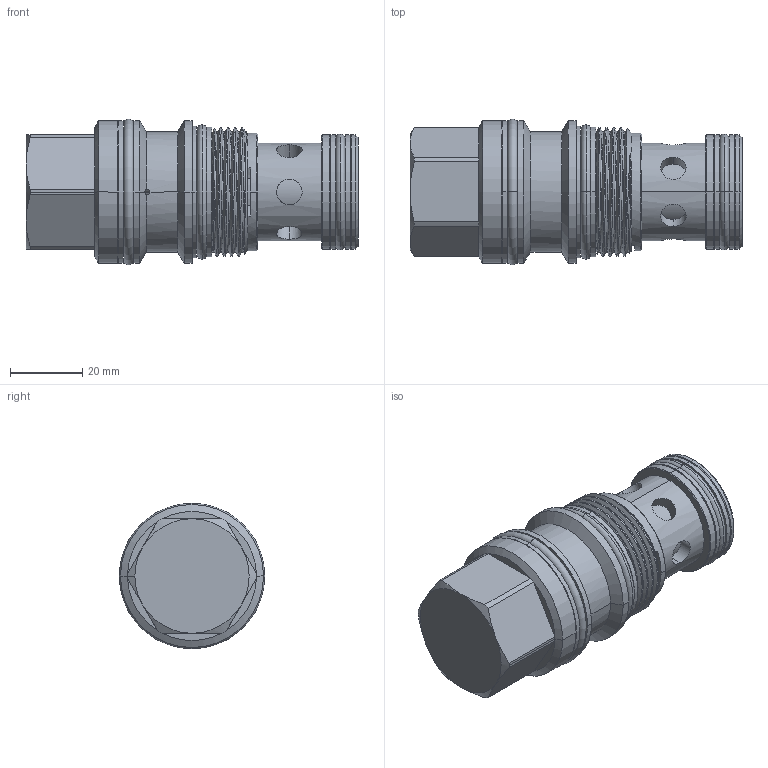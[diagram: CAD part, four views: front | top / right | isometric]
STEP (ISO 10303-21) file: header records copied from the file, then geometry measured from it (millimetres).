
FILE_DESCRIPTION (( 'STEP AP203' ), '1' );
FILE_NAME ('LC17A3C-N.STEP', '2016-05-31T03:05:20', ( '' ), ( '' ), 'SwSTEP 2.0', 'SolidWorks 2012', '' );
FILE_SCHEMA (( 'CONFIG_CONTROL_DESIGN' ));
Length unit declared in the file: millimetre
Products named in the file (1): LC17A3C-N
Bounding box: 92.12 x 40.4 x 40.4 mm (x, y, z)
Volume: 76643.5 mm3; surface area: 21014.8 mm2
Topology: 5 solids, 5 shells, 216 faces, 506 edges, 319 vertices
Faces by surface type: cylinder 102, plane 55, cone 34, torus 22, bspline 3
Entity records: 8328 total; most frequent: CARTESIAN_POINT 3300, DIRECTION 1079, ORIENTED_EDGE 1012, EDGE_CURVE 506, AXIS2_PLACEMENT_3D 457, VERTEX_POINT 319, CIRCLE 243, EDGE_LOOP 243
